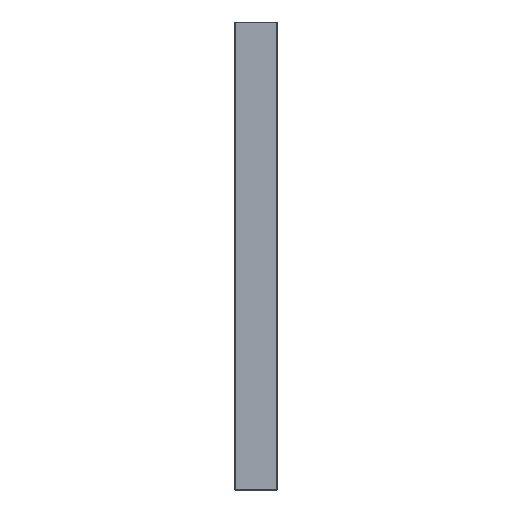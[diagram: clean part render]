
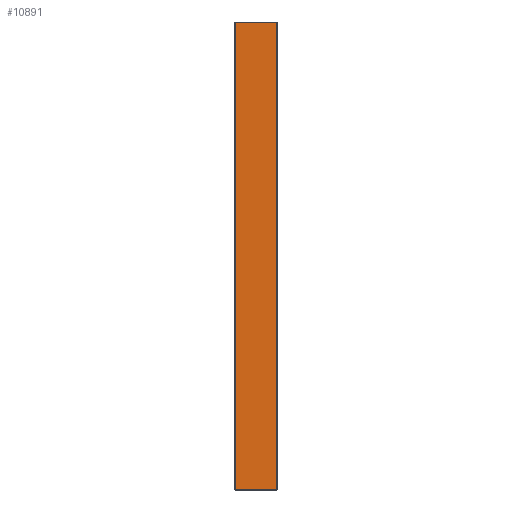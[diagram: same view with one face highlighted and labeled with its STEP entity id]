
A CAD part, front view. The second image highlights one B-rep face of the part: STEP entity #10891.
In plain terms, the highlighted planar face has unit normal (0, -1, 0).
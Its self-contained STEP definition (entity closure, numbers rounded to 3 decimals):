
#528 = PLANE('',#529);
#529 = AXIS2_PLACEMENT_3D('',#530,#531,#532);
#530 = CARTESIAN_POINT('',(4.5,-9.45,0.05));
#531 = DIRECTION('',(0.,0.707,0.707));
#532 = DIRECTION('',(1.,0.,0.));
#832 = PLANE('',#833);
#833 = AXIS2_PLACEMENT_3D('',#834,#835,#836);
#834 = CARTESIAN_POINT('',(4.5,-9.45,99.95));
#835 = DIRECTION('',(0.,-0.707,0.707)
  );
#836 = DIRECTION('',(1.,0.,0.));
#1120 = PLANE('',#1121);
#1121 = AXIS2_PLACEMENT_3D('',#1122,#1123,#1124);
#1122 = CARTESIAN_POINT('',(-4.45,-9.45,0.));
#1123 = DIRECTION('',(-0.707,-0.707,0.));
#1124 = DIRECTION('',(0.,0.,1.));
#4664 = VERTEX_POINT('',#4665);
#4665 = CARTESIAN_POINT('',(4.4,-9.5,0.1));
#4686 = EDGE_CURVE('',#4664,#4687,#4689,.T.);
#4687 = VERTEX_POINT('',#4688);
#4688 = CARTESIAN_POINT('',(-4.4,-9.5,0.1));
#4689 = SURFACE_CURVE('',#4690,(#4694,#4701),.PCURVE_S1.);
#4690 = LINE('',#4691,#4692);
#4691 = CARTESIAN_POINT('',(4.5,-9.5,0.1));
#4692 = VECTOR('',#4693,1.);
#4693 = DIRECTION('',(-1.,0.,0.));
#4694 = PCURVE('',#528,#4695);
#4695 = DEFINITIONAL_REPRESENTATION('',(#4696),#4700);
#4696 = LINE('',#4697,#4698);
#4697 = CARTESIAN_POINT('',(0.,-0.071));
#4698 = VECTOR('',#4699,1.);
#4699 = DIRECTION('',(-1.,0.));
#4700 = ( GEOMETRIC_REPRESENTATION_CONTEXT(2) 
PARAMETRIC_REPRESENTATION_CONTEXT() REPRESENTATION_CONTEXT('2D SPACE',''
  ) );
#4701 = PCURVE('',#4702,#4707);
#4702 = PLANE('',#4703);
#4703 = AXIS2_PLACEMENT_3D('',#4704,#4705,#4706);
#4704 = CARTESIAN_POINT('',(4.5,-9.5,0.));
#4705 = DIRECTION('',(0.,-1.,0.));
#4706 = DIRECTION('',(-1.,0.,0.));
#4707 = DEFINITIONAL_REPRESENTATION('',(#4708),#4712);
#4708 = LINE('',#4709,#4710);
#4709 = CARTESIAN_POINT('',(0.,-0.1));
#4710 = VECTOR('',#4711,1.);
#4711 = DIRECTION('',(1.,0.));
#4712 = ( GEOMETRIC_REPRESENTATION_CONTEXT(2) 
PARAMETRIC_REPRESENTATION_CONTEXT() REPRESENTATION_CONTEXT('2D SPACE',''
  ) );
#4957 = VERTEX_POINT('',#4958);
#4958 = CARTESIAN_POINT('',(4.4,-9.5,99.9));
#4979 = EDGE_CURVE('',#4957,#4980,#4982,.T.);
#4980 = VERTEX_POINT('',#4981);
#4981 = CARTESIAN_POINT('',(-4.4,-9.5,99.9));
#4982 = SURFACE_CURVE('',#4983,(#4987,#4994),.PCURVE_S1.);
#4983 = LINE('',#4984,#4985);
#4984 = CARTESIAN_POINT('',(4.5,-9.5,99.9));
#4985 = VECTOR('',#4986,1.);
#4986 = DIRECTION('',(-1.,0.,0.));
#4987 = PCURVE('',#832,#4988);
#4988 = DEFINITIONAL_REPRESENTATION('',(#4989),#4993);
#4989 = LINE('',#4990,#4991);
#4990 = CARTESIAN_POINT('',(0.,-0.071));
#4991 = VECTOR('',#4992,1.);
#4992 = DIRECTION('',(-1.,0.));
#4993 = ( GEOMETRIC_REPRESENTATION_CONTEXT(2) 
PARAMETRIC_REPRESENTATION_CONTEXT() REPRESENTATION_CONTEXT('2D SPACE',''
  ) );
#4994 = PCURVE('',#4702,#4995);
#4995 = DEFINITIONAL_REPRESENTATION('',(#4996),#5000);
#4996 = LINE('',#4997,#4998);
#4997 = CARTESIAN_POINT('',(0.,-99.9));
#4998 = VECTOR('',#4999,1.);
#4999 = DIRECTION('',(1.,0.));
#5000 = ( GEOMETRIC_REPRESENTATION_CONTEXT(2) 
PARAMETRIC_REPRESENTATION_CONTEXT() REPRESENTATION_CONTEXT('2D SPACE',''
  ) );
#5114 = EDGE_CURVE('',#4687,#4980,#5115,.T.);
#5115 = SURFACE_CURVE('',#5116,(#5120,#5127),.PCURVE_S1.);
#5116 = LINE('',#5117,#5118);
#5117 = CARTESIAN_POINT('',(-4.4,-9.5,0.));
#5118 = VECTOR('',#5119,1.);
#5119 = DIRECTION('',(0.,0.,1.));
#5120 = PCURVE('',#1120,#5121);
#5121 = DEFINITIONAL_REPRESENTATION('',(#5122),#5126);
#5122 = LINE('',#5123,#5124);
#5123 = CARTESIAN_POINT('',(0.,-0.071));
#5124 = VECTOR('',#5125,1.);
#5125 = DIRECTION('',(1.,0.));
#5126 = ( GEOMETRIC_REPRESENTATION_CONTEXT(2) 
PARAMETRIC_REPRESENTATION_CONTEXT() REPRESENTATION_CONTEXT('2D SPACE',''
  ) );
#5127 = PCURVE('',#4702,#5128);
#5128 = DEFINITIONAL_REPRESENTATION('',(#5129),#5133);
#5129 = LINE('',#5130,#5131);
#5130 = CARTESIAN_POINT('',(8.9,0.));
#5131 = VECTOR('',#5132,1.);
#5132 = DIRECTION('',(0.,-1.));
#5133 = ( GEOMETRIC_REPRESENTATION_CONTEXT(2) 
PARAMETRIC_REPRESENTATION_CONTEXT() REPRESENTATION_CONTEXT('2D SPACE',''
  ) );
#10729 = PLANE('',#10730);
#10730 = AXIS2_PLACEMENT_3D('',#10731,#10732,#10733);
#10731 = CARTESIAN_POINT('',(4.45,-9.45,0.));
#10732 = DIRECTION('',(0.707,-0.707,0.));
#10733 = DIRECTION('',(0.,0.,1.));
#10891 = ADVANCED_FACE('',(#10892),#4702,.T.);
#10892 = FACE_BOUND('',#10893,.T.);
#10893 = EDGE_LOOP('',(#10894,#10915,#10916,#10917));
#10894 = ORIENTED_EDGE('',*,*,#10895,.T.);
#10895 = EDGE_CURVE('',#4664,#4957,#10896,.T.);
#10896 = SURFACE_CURVE('',#10897,(#10901,#10908),.PCURVE_S1.);
#10897 = LINE('',#10898,#10899);
#10898 = CARTESIAN_POINT('',(4.4,-9.5,0.));
#10899 = VECTOR('',#10900,1.);
#10900 = DIRECTION('',(0.,0.,1.));
#10901 = PCURVE('',#4702,#10902);
#10902 = DEFINITIONAL_REPRESENTATION('',(#10903),#10907);
#10903 = LINE('',#10904,#10905);
#10904 = CARTESIAN_POINT('',(0.1,0.));
#10905 = VECTOR('',#10906,1.);
#10906 = DIRECTION('',(0.,-1.));
#10907 = ( GEOMETRIC_REPRESENTATION_CONTEXT(2) 
PARAMETRIC_REPRESENTATION_CONTEXT() REPRESENTATION_CONTEXT('2D SPACE',''
  ) );
#10908 = PCURVE('',#10729,#10909);
#10909 = DEFINITIONAL_REPRESENTATION('',(#10910),#10914);
#10910 = LINE('',#10911,#10912);
#10911 = CARTESIAN_POINT('',(0.,0.071));
#10912 = VECTOR('',#10913,1.);
#10913 = DIRECTION('',(1.,0.));
#10914 = ( GEOMETRIC_REPRESENTATION_CONTEXT(2) 
PARAMETRIC_REPRESENTATION_CONTEXT() REPRESENTATION_CONTEXT('2D SPACE',''
  ) );
#10915 = ORIENTED_EDGE('',*,*,#4979,.T.);
#10916 = ORIENTED_EDGE('',*,*,#5114,.F.);
#10917 = ORIENTED_EDGE('',*,*,#4686,.F.);
